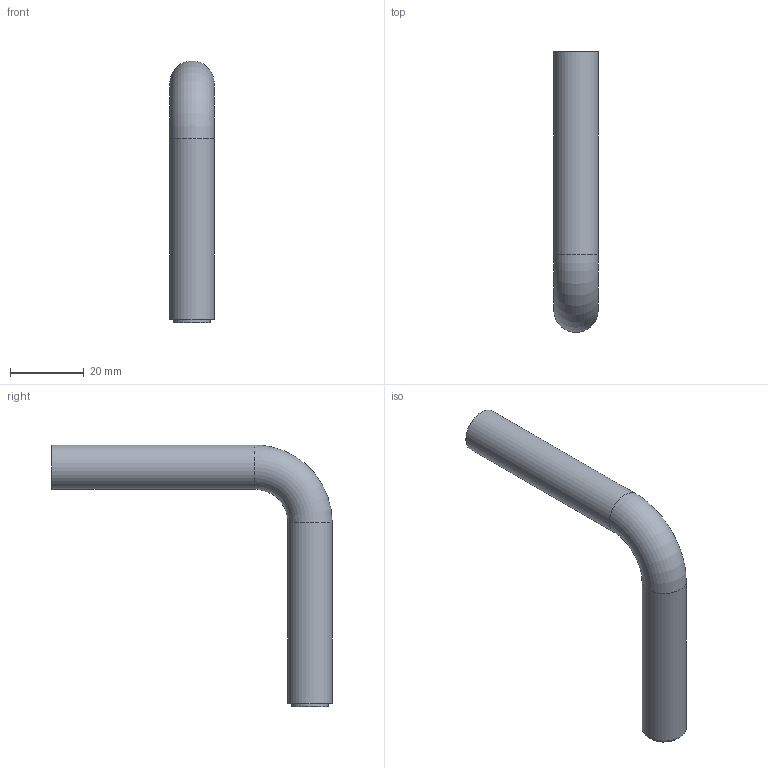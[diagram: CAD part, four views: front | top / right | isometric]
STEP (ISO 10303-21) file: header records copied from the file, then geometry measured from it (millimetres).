
FILE_DESCRIPTION (( 'STEP AP203' ), '1' );
FILE_NAME ('50245-240-M8-DF.STEP', '2024-04-08T07:02:28', ( '' ), ( '' ), 'SwSTEP 2.0', 'SolidWorks 2018', '' );
FILE_SCHEMA (( 'CONFIG_CONTROL_DESIGN' ));
Length unit declared in the file: millimetre
Products named in the file (1): 50245-240-M8-DF
Bounding box: 12 x 76 x 71 mm (x, y, z)
Volume: 13230.5 mm3; surface area: 5747.6 mm2
Topology: 1 solids, 24 shells, 332 faces, 813 edges, 541 vertices
Faces by surface type: plane 148, bspline 118, cone 60, cylinder 5, torus 1
Full cylindrical faces by diameter (mm): 5 x1, 6.8 x1, 10 x1, 12 x2
Entity records: 15568 total; most frequent: CARTESIAN_POINT 9239, ORIENTED_EDGE 1602, EDGE_CURVE 801, DIRECTION 693, VERTEX_POINT 538, B_SPLINE_CURVE_WITH_KNOTS 504, EDGE_LOOP 353, FACE_OUTER_BOUND 315
